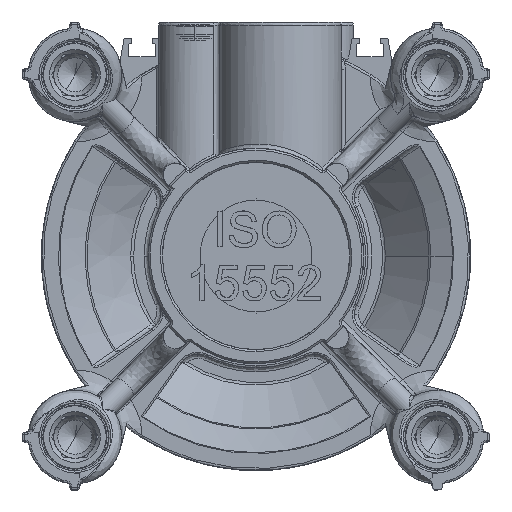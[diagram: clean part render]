
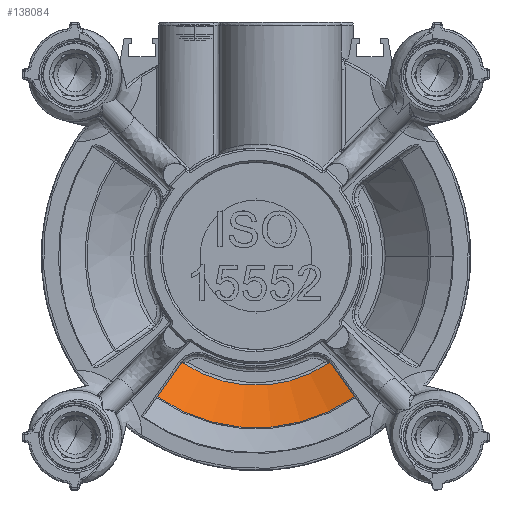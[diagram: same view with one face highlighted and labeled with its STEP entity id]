
A CAD part, front view. The second image highlights one B-rep face of the part: STEP entity #138084.
In plain terms, the highlighted conical face has half-angle 45 degrees and reference radius 42.207 mm.
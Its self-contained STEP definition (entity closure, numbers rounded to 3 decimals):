
#751 = ORIENTED_EDGE ( 'NONE', *, *, #34409, .F. ) ;
#2558 = CIRCLE ( 'NONE', #51071, 42.207 ) ;
#7092 = CARTESIAN_POINT ( 'NONE',  ( 18.122, 46.614, -26.236 ) ) ;
#9239 = ORIENTED_EDGE ( 'NONE', *, *, #50907, .F. ) ;
#13145 = CARTESIAN_POINT ( 'NONE',  ( -24.209, 36.293, -34.574 ) ) ;
#13662 = DIRECTION ( 'NONE',  ( 0., -1., 0. ) ) ;
#14911 = DIRECTION ( 'NONE',  ( 0., -1., 0. ) ) ;
#15258 = DIRECTION ( 'NONE',  ( 0., 0., -1. ) ) ;
#22849 = CARTESIAN_POINT ( 'NONE',  ( -18.641, 46., -26.622 ) ) ;
#26174 = CARTESIAN_POINT ( 'NONE',  ( -18.356, 46.387, -26.35 ) ) ;
#27347 = VERTEX_POINT ( 'NONE', #129188 ) ;
#28823 = CARTESIAN_POINT ( 'NONE',  ( -18.356, 46.387, -26.35 ) ) ;
#29034 = CONICAL_SURFACE ( 'NONE', #42520, 42.207, 0.785 ) ;
#30403 = ORIENTED_EDGE ( 'NONE', *, *, #89849, .T. ) ;
#34409 = EDGE_CURVE ( 'NONE', #59093, #151683, #110809, .T. ) ;
#34410 = VECTOR ( 'NONE', #78789, 1000. ) ;
#36025 = AXIS2_PLACEMENT_3D ( 'NONE', #104322, #13662, #15258 ) ;
#36772 = EDGE_LOOP ( 'NONE', ( #9239, #120094, #751, #30403, #83859, #107261, #49355, #52496 ) ) ;
#39716 = CARTESIAN_POINT ( 'NONE',  ( 18.641, 46., -26.622 ) ) ;
#42036 = EDGE_CURVE ( 'NONE', #151683, #51148, #131819, .T. ) ;
#42520 = AXIS2_PLACEMENT_3D ( 'NONE', #164614, #14911, #143453 ) ;
#45478 = EDGE_CURVE ( 'NONE', #62176, #27347, #151143, .T. ) ;
#46715 = CIRCLE ( 'NONE', #36025, 31.793 ) ;
#49355 = ORIENTED_EDGE ( 'NONE', *, *, #131797, .F. ) ;
#50907 = EDGE_CURVE ( 'NONE', #51148, #27347, #46715, .T. ) ;
#51071 = AXIS2_PLACEMENT_3D ( 'NONE', #107818, #57452, #137171 ) ;
#51148 = VERTEX_POINT ( 'NONE', #140686 ) ;
#52496 = ORIENTED_EDGE ( 'NONE', *, *, #45478, .T. ) ;
#53765 = CARTESIAN_POINT ( 'NONE',  ( -18.641, 46., -26.622 ) ) ;
#55799 = CARTESIAN_POINT ( 'NONE',  ( 18.431, 46.305, -26.398 ) ) ;
#55922 = CARTESIAN_POINT ( 'NONE',  ( 17.986, 46.707, -26.216 ) ) ;
#57452 = DIRECTION ( 'NONE',  ( 0., 1., 0. ) ) ;
#58167 = DIRECTION ( 'NONE',  ( -0.406, -0.707, -0.579 ) ) ;
#59093 = VERTEX_POINT ( 'NONE', #53765 ) ;
#60072 = CARTESIAN_POINT ( 'NONE',  ( -18.236, 46.517, -26.275 ) ) ;
#62176 = VERTEX_POINT ( 'NONE', #69911 ) ;
#63429 = EDGE_CURVE ( 'NONE', #107560, #122531, #143525, .T. ) ;
#69911 = CARTESIAN_POINT ( 'NONE',  ( 18.356, 46.387, -26.35 ) ) ;
#70552 = VECTOR ( 'NONE', #58167, 1000. ) ;
#72580 = CARTESIAN_POINT ( 'NONE',  ( -18.107, 46.624, -26.234 ) ) ;
#75393 = FACE_OUTER_BOUND ( 'NONE', #36772, .T. ) ;
#78789 = DIRECTION ( 'NONE',  ( 0.406, -0.707, -0.579 ) ) ;
#79604 = CARTESIAN_POINT ( 'NONE',  ( 18.641, 46., -26.622 ) ) ;
#83859 = ORIENTED_EDGE ( 'NONE', *, *, #107394, .F. ) ;
#88535 = CARTESIAN_POINT ( 'NONE',  ( -17.986, 46.707, -26.216 ) ) ;
#89849 = EDGE_CURVE ( 'NONE', #59093, #145890, #99278, .T. ) ;
#94408 = CARTESIAN_POINT ( 'NONE',  ( 18.54, 46.176, -26.478 ) ) ;
#98500 = CARTESIAN_POINT ( 'NONE',  ( 24.209, 36.293, -34.574 ) ) ;
#99278 = LINE ( 'NONE', #22849, #70552 ) ;
#104322 = CARTESIAN_POINT ( 'NONE',  ( 0., 46.707, 0. ) ) ;
#107261 = ORIENTED_EDGE ( 'NONE', *, *, #63429, .F. ) ;
#107394 = EDGE_CURVE ( 'NONE', #122531, #145890, #2558, .T. ) ;
#107560 = VERTEX_POINT ( 'NONE', #39716 ) ;
#107818 = CARTESIAN_POINT ( 'NONE',  ( 0., 36.293, 0. ) ) ;
#110809 = B_SPLINE_CURVE_WITH_KNOTS ( 'NONE', 3,
 ( #143903, #156582, #154898, #28823 ),
 .UNSPECIFIED., .F., .F.,
 ( 4, 4 ),
 ( 0., 1. ),
 .UNSPECIFIED. ) ;
#120094 = ORIENTED_EDGE ( 'NONE', *, *, #42036, .F. ) ;
#122221 = CARTESIAN_POINT ( 'NONE',  ( 18.356, 46.387, -26.35 ) ) ;
#122531 = VERTEX_POINT ( 'NONE', #98500 ) ;
#129188 = CARTESIAN_POINT ( 'NONE',  ( 17.986, 46.707, -26.216 ) ) ;
#131797 = EDGE_CURVE ( 'NONE', #62176, #107560, #141518, .T. ) ;
#131819 = B_SPLINE_CURVE_WITH_KNOTS ( 'NONE', 3,
 ( #149934, #60072, #72580, #88535 ),
 .UNSPECIFIED., .F., .F.,
 ( 4, 4 ),
 ( 0., 1. ),
 .UNSPECIFIED. ) ;
#137171 = DIRECTION ( 'NONE',  ( 0., 0., -1. ) ) ;
#138084 = ADVANCED_FACE ( 'NONE', ( #75393 ), #29034, .F. ) ;
#140686 = CARTESIAN_POINT ( 'NONE',  ( -17.986, 46.707, -26.216 ) ) ;
#141518 = B_SPLINE_CURVE_WITH_KNOTS ( 'NONE', 3,
 ( #146524, #55799, #94408, #158355 ),
 .UNSPECIFIED., .F., .F.,
 ( 4, 4 ),
 ( 0., 1. ),
 .UNSPECIFIED. ) ;
#143453 = DIRECTION ( 'NONE',  ( 1., 0., 0. ) ) ;
#143525 = LINE ( 'NONE', #79604, #34410 ) ;
#143903 = CARTESIAN_POINT ( 'NONE',  ( -18.641, 46., -26.622 ) ) ;
#145890 = VERTEX_POINT ( 'NONE', #13145 ) ;
#146524 = CARTESIAN_POINT ( 'NONE',  ( 18.356, 46.387, -26.35 ) ) ;
#149934 = CARTESIAN_POINT ( 'NONE',  ( -18.356, 46.387, -26.35 ) ) ;
#151143 = B_SPLINE_CURVE_WITH_KNOTS ( 'NONE', 3,
 ( #122221, #159296, #7092, #55922 ),
 .UNSPECIFIED., .F., .F.,
 ( 4, 4 ),
 ( 0., 1. ),
 .UNSPECIFIED. ) ;
#151683 = VERTEX_POINT ( 'NONE', #26174 ) ;
#154898 = CARTESIAN_POINT ( 'NONE',  ( -18.431, 46.305, -26.398 ) ) ;
#156582 = CARTESIAN_POINT ( 'NONE',  ( -18.54, 46.176, -26.478 ) ) ;
#158355 = CARTESIAN_POINT ( 'NONE',  ( 18.641, 46., -26.622 ) ) ;
#159296 = CARTESIAN_POINT ( 'NONE',  ( 18.245, 46.507, -26.281 ) ) ;
#164614 = CARTESIAN_POINT ( 'NONE',  ( 0., 36.293, 0. ) ) ;
